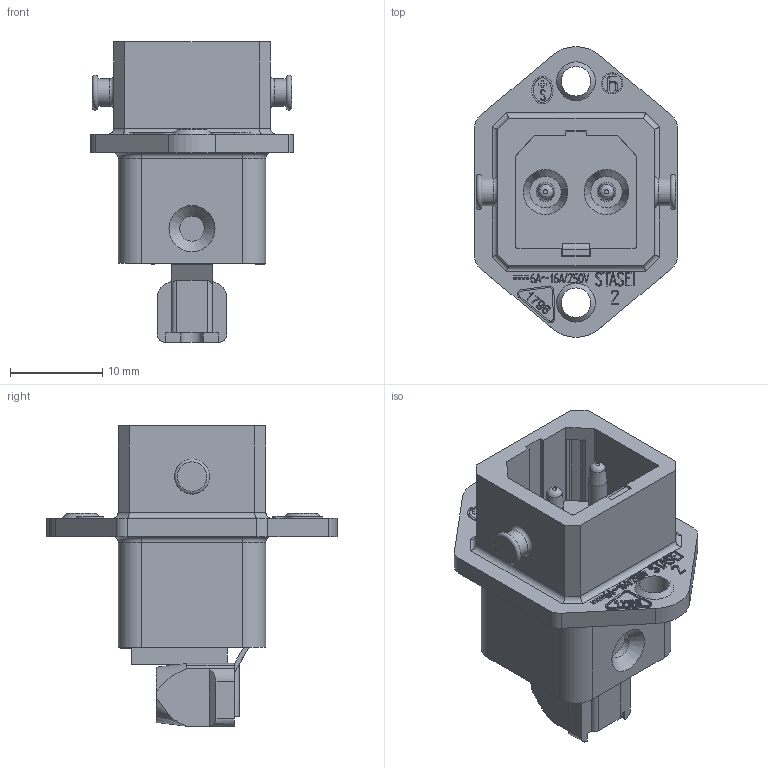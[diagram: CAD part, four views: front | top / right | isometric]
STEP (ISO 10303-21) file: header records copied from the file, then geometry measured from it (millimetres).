
FILE_DESCRIPTION( ( 'Unknown' ), '1' );
FILE_NAME( '930-622-106.stp', 'Unknown', ( 'Unknown' ), ( 'Unknown' ), 'PSStep 14.0', 'Unknown', ' ' );
FILE_SCHEMA( ( 'AUTOMOTIVE_DESIGN { 1 0 10303 214 1 1 1 1 }' ) );
Length unit declared in the file: millimetre
Products named in the file (1): 1
Bounding box: 22 x 31.5 x 32.55 mm (x, y, z)
Volume: 5357.6 mm3; surface area: 4046.7 mm2
Topology: 1 solids, 1 shells, 658 faces, 1765 edges, 1169 vertices
Faces by surface type: plane 406, cylinder 151, extrusion 82, torus 8, cone 7, bspline 4
Full cylindrical faces by diameter (mm): 2 x2, 2.117 x1, 2.301 x1, 2.7 x1, 3 x2, 3.2 x2
Entity records: 27395 total; most frequent: CARTESIAN_POINT 5817, ORIENTED_EDGE 3466, DIRECTION 3095, EDGE_CURVE 1733, VECTOR 1305, LINE 1223, VERTEX_POINT 1163, AXIS2_PLACEMENT_3D 895
